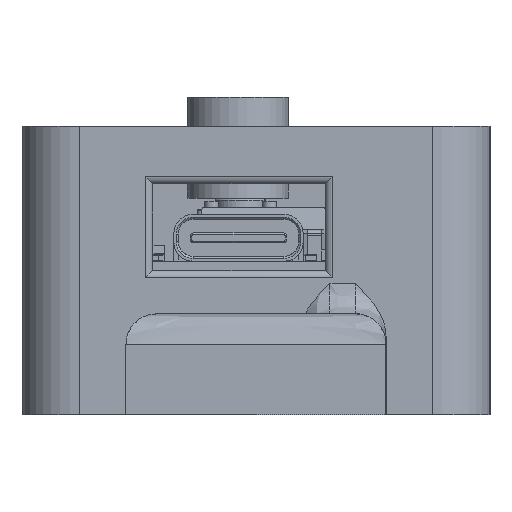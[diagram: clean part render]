
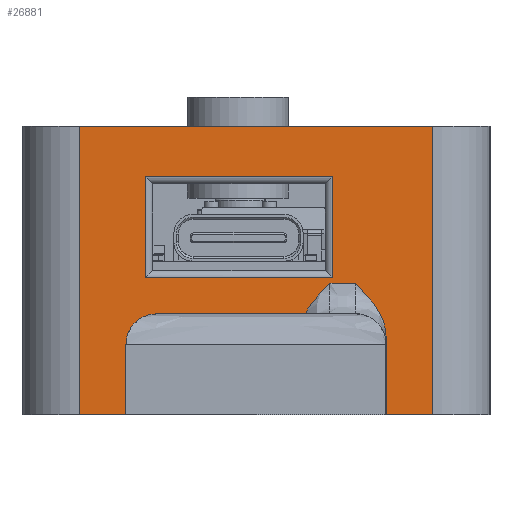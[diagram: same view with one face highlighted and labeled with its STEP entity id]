
A CAD part, left-side view. The second image highlights one B-rep face of the part: STEP entity #26881.
In plain terms, the highlighted planar face has unit normal (-1, 0, 0).
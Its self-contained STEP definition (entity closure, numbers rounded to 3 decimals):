
#44=B_SPLINE_CURVE_WITH_KNOTS('',3,(#44462,#44463,#44464,#44465,#44466,
#44467,#44468,#44469,#44470,#44471),.UNSPECIFIED.,.F.,.F.,(4,2,2,2,4),(0.,
0.106,0.23,0.369,0.369),
 .UNSPECIFIED.);
#45=B_SPLINE_CURVE_WITH_KNOTS('',3,(#44473,#44474,#44475,#44476),
 .UNSPECIFIED.,.F.,.F.,(4,4),(-0.388,-0.212),
 .UNSPECIFIED.);
#46=B_SPLINE_CURVE_WITH_KNOTS('',3,(#44477,#44478,#44479,#44480,#44481,
#44482,#44483,#44484,#44485,#44486),.UNSPECIFIED.,.F.,.F.,(4,2,2,2,4),(-0.001,
0.,0.158,0.298,0.417),.UNSPECIFIED.);
#1439=FACE_BOUND('',#4217,.T.);
#2722=FACE_OUTER_BOUND('',#4216,.T.);
#4216=EDGE_LOOP('',(#22863,#22864,#22865,#22866,#22867,#22868,#22869,#22870,
#22871,#22872));
#4217=EDGE_LOOP('',(#22873,#22874,#22875,#22876));
#7113=LINE('',#44389,#10050);
#7115=LINE('',#44397,#10052);
#7117=LINE('',#44403,#10054);
#7120=LINE('',#44409,#10057);
#7135=LINE('',#44448,#10072);
#7136=LINE('',#44450,#10073);
#7137=LINE('',#44452,#10074);
#7138=LINE('',#44454,#10075);
#7139=LINE('',#44456,#10076);
#7140=LINE('',#44458,#10077);
#7141=LINE('',#44460,#10078);
#10050=VECTOR('',#35795,10.);
#10052=VECTOR('',#35803,10.);
#10054=VECTOR('',#35809,10.);
#10057=VECTOR('',#35816,10.);
#10072=VECTOR('',#35845,10.);
#10073=VECTOR('',#35846,10.);
#10074=VECTOR('',#35847,10.);
#10075=VECTOR('',#35848,10.);
#10076=VECTOR('',#35849,10.);
#10077=VECTOR('',#35850,10.);
#10078=VECTOR('',#35851,10.);
#12344=VERTEX_POINT('',#44387);
#12345=VERTEX_POINT('',#44388);
#12348=VERTEX_POINT('',#44396);
#12350=VERTEX_POINT('',#44402);
#12367=VERTEX_POINT('',#44446);
#12368=VERTEX_POINT('',#44447);
#12369=VERTEX_POINT('',#44449);
#12370=VERTEX_POINT('',#44451);
#12371=VERTEX_POINT('',#44453);
#12372=VERTEX_POINT('',#44455);
#12373=VERTEX_POINT('',#44457);
#12374=VERTEX_POINT('',#44459);
#12375=VERTEX_POINT('',#44461);
#12376=VERTEX_POINT('',#44472);
#15871=EDGE_CURVE('',#12344,#12345,#7113,.T.);
#15875=EDGE_CURVE('',#12345,#12348,#7115,.T.);
#15878=EDGE_CURVE('',#12348,#12350,#7117,.T.);
#15882=EDGE_CURVE('',#12350,#12344,#7120,.T.);
#15901=EDGE_CURVE('',#12367,#12368,#7135,.T.);
#15902=EDGE_CURVE('',#12368,#12369,#7136,.T.);
#15903=EDGE_CURVE('',#12369,#12370,#7137,.T.);
#15904=EDGE_CURVE('',#12371,#12370,#7138,.T.);
#15905=EDGE_CURVE('',#12372,#12371,#7139,.T.);
#15906=EDGE_CURVE('',#12372,#12373,#7140,.T.);
#15907=EDGE_CURVE('',#12373,#12374,#7141,.T.);
#15908=EDGE_CURVE('',#12375,#12374,#44,.F.);
#15909=EDGE_CURVE('',#12376,#12375,#45,.T.);
#15910=EDGE_CURVE('',#12367,#12376,#46,.F.);
#22863=ORIENTED_EDGE('',*,*,#15901,.T.);
#22864=ORIENTED_EDGE('',*,*,#15902,.T.);
#22865=ORIENTED_EDGE('',*,*,#15903,.T.);
#22866=ORIENTED_EDGE('',*,*,#15904,.F.);
#22867=ORIENTED_EDGE('',*,*,#15905,.F.);
#22868=ORIENTED_EDGE('',*,*,#15906,.T.);
#22869=ORIENTED_EDGE('',*,*,#15907,.T.);
#22870=ORIENTED_EDGE('',*,*,#15908,.F.);
#22871=ORIENTED_EDGE('',*,*,#15909,.F.);
#22872=ORIENTED_EDGE('',*,*,#15910,.F.);
#22873=ORIENTED_EDGE('',*,*,#15871,.F.);
#22874=ORIENTED_EDGE('',*,*,#15882,.F.);
#22875=ORIENTED_EDGE('',*,*,#15878,.F.);
#22876=ORIENTED_EDGE('',*,*,#15875,.F.);
#24445=PLANE('',#29126);
#26881=ADVANCED_FACE('',(#2722,#1439),#24445,.T.);
#29126=AXIS2_PLACEMENT_3D('',#44445,#35843,#35844);
#35795=DIRECTION('',(0.,-1.,0.));
#35803=DIRECTION('',(0.,0.,1.));
#35809=DIRECTION('',(0.,1.,0.));
#35816=DIRECTION('',(0.,0.,-1.));
#35843=DIRECTION('center_axis',(-1.,0.,0.));
#35844=DIRECTION('ref_axis',(0.,-1.,0.));
#35845=DIRECTION('',(0.,0.,-1.));
#35846=DIRECTION('',(0.,-1.,0.));
#35847=DIRECTION('',(0.,0.,1.));
#35848=DIRECTION('',(0.,-1.,0.));
#35849=DIRECTION('',(0.,0.,1.));
#35850=DIRECTION('',(0.,-1.,0.));
#35851=DIRECTION('',(0.,0.,1.));
#44387=CARTESIAN_POINT('',(-2.5,21.35,9.5));
#44388=CARTESIAN_POINT('',(-2.5,8.4,9.5));
#44389=CARTESIAN_POINT('',(-2.5,19.8,9.5));
#44396=CARTESIAN_POINT('',(-2.5,8.4,16.5));
#44397=CARTESIAN_POINT('',(-2.5,8.4,8.));
#44402=CARTESIAN_POINT('',(-2.5,21.35,16.5));
#44403=CARTESIAN_POINT('',(-2.5,23.375,16.5));
#44409=CARTESIAN_POINT('',(-2.5,21.35,5.));
#44445=CARTESIAN_POINT('Origin',(-2.5,25.9,0.));
#44446=CARTESIAN_POINT('',(-2.5,4.7,5.447));
#44447=CARTESIAN_POINT('',(-2.5,4.7,0.));
#44448=CARTESIAN_POINT('',(-2.5,4.7,0.));
#44449=CARTESIAN_POINT('',(-2.5,1.5,0.));
#44450=CARTESIAN_POINT('',(-2.5,25.9,0.));
#44451=CARTESIAN_POINT('',(-2.5,1.5,20.));
#44452=CARTESIAN_POINT('',(-2.5,1.5,0.));
#44453=CARTESIAN_POINT('',(-2.5,25.9,20.));
#44454=CARTESIAN_POINT('',(-2.5,25.9,20.));
#44455=CARTESIAN_POINT('',(-2.5,25.9,0.));
#44456=CARTESIAN_POINT('',(-2.5,25.9,0.));
#44457=CARTESIAN_POINT('',(-2.5,10.7,0.));
#44458=CARTESIAN_POINT('',(-2.5,25.9,0.));
#44459=CARTESIAN_POINT('',(-2.5,10.7,5.447));
#44460=CARTESIAN_POINT('',(-2.5,10.7,0.));
#44461=CARTESIAN_POINT('',(-2.5,8.579,9.121));
#44462=CARTESIAN_POINT('Ctrl Pts',(-2.5,10.7,5.447));
#44463=CARTESIAN_POINT('Ctrl Pts',(-2.5,10.7,5.8));
#44464=CARTESIAN_POINT('Ctrl Pts',(-2.5,10.634,6.202));
#44465=CARTESIAN_POINT('Ctrl Pts',(-2.5,10.258,7.154));
#44466=CARTESIAN_POINT('Ctrl Pts',(-2.5,9.957,7.595));
#44467=CARTESIAN_POINT('Ctrl Pts',(-2.5,9.33,8.37));
#44468=CARTESIAN_POINT('Ctrl Pts',(-2.5,8.956,8.744));
#44469=CARTESIAN_POINT('Ctrl Pts',(-2.5,8.583,9.117));
#44470=CARTESIAN_POINT('Ctrl Pts',(-2.5,8.581,9.119));
#44471=CARTESIAN_POINT('Ctrl Pts',(-2.5,8.579,9.121));
#44472=CARTESIAN_POINT('',(-2.5,6.821,9.121));
#44473=CARTESIAN_POINT('Ctrl Pts',(-2.5,6.821,9.121));
#44474=CARTESIAN_POINT('Ctrl Pts',(-2.5,7.407,9.121));
#44475=CARTESIAN_POINT('Ctrl Pts',(-2.5,7.993,9.121));
#44476=CARTESIAN_POINT('Ctrl Pts',(-2.5,8.579,9.121));
#44477=CARTESIAN_POINT('Ctrl Pts',(-2.5,6.821,9.121));
#44478=CARTESIAN_POINT('Ctrl Pts',(-2.5,6.819,9.119));
#44479=CARTESIAN_POINT('Ctrl Pts',(-2.5,6.818,9.118));
#44480=CARTESIAN_POINT('Ctrl Pts',(-2.5,6.442,8.742));
#44481=CARTESIAN_POINT('Ctrl Pts',(-2.5,6.066,8.366));
#44482=CARTESIAN_POINT('Ctrl Pts',(-2.5,5.44,7.59));
#44483=CARTESIAN_POINT('Ctrl Pts',(-2.5,5.14,7.15));
#44484=CARTESIAN_POINT('Ctrl Pts',(-2.5,4.766,6.201));
#44485=CARTESIAN_POINT('Ctrl Pts',(-2.5,4.7,5.799));
#44486=CARTESIAN_POINT('Ctrl Pts',(-2.5,4.7,5.447));
